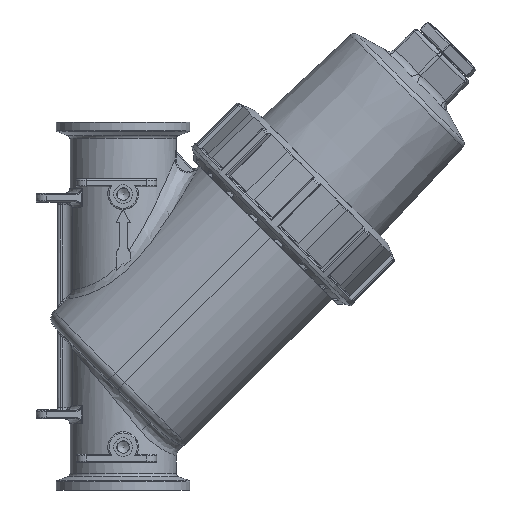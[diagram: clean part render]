
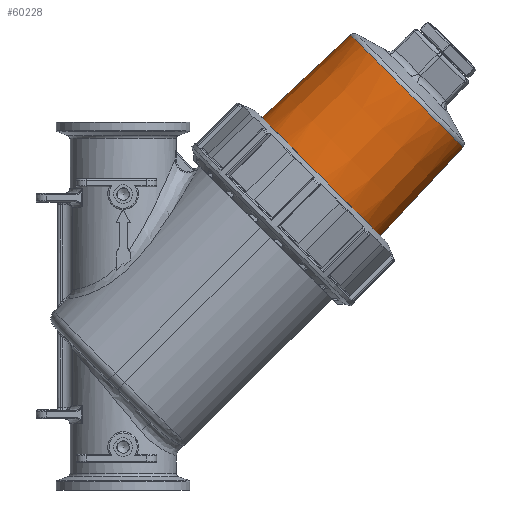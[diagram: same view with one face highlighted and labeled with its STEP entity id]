
A CAD part, left-side view. The second image highlights one B-rep face of the part: STEP entity #60228.
In plain terms, the highlighted conical face has half-angle 2 degrees and reference radius 50.87 mm.
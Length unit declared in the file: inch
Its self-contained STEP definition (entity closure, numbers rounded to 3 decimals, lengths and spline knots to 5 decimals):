
#8738=FACE_OUTER_BOUND('',#12274,.T.);
#12274=EDGE_LOOP('',(#54655,#54656,#54657,#54658,#54659));
#13920=CIRCLE('',#64564,1.94638);
#13922=CIRCLE('',#64566,1.94638);
#16951=B_SPLINE_CURVE_WITH_KNOTS('',3,(#239288,#239289,#239290,#239291,
#239292,#239293,#239294,#239295,#239296,#239297,#239298,#239299,#239300,
#239301,#239302,#239303,#239304,#239305,#239306,#239307,#239308,#239309,
#239310,#239311,#239312,#239313,#239314,#239315,#239316,#239317,#239318,
#239319,#239320,#239321,#239322,#239323,#239324,#239325,#239326,#239327,
#239328,#239329),.UNSPECIFIED.,.T.,.F.,(4,1,1,1,1,1,1,1,1,1,1,1,1,1,1,1,
1,1,1,1,1,1,1,1,1,1,1,1,1,1,1,1,1,1,1,1,1,1,1,4),(-68.17886,-67.26575,
-66.96138,-65.7439,-64.52642,-64.37424,
-63.91768,-63.30894,-62.09146,-61.78709,
-61.68564,-60.06233,-59.25068,-58.43903,
-58.23611,-57.62737,-56.81572,-56.00407,
-55.80115,-55.19241,-53.56911,-52.75745,
-51.13415,-50.32249,-49.51084,-48.69919,
-47.07588,-46.26423,-45.45258,-43.82927,
-43.01762,-42.20596,-40.58266,-39.771,
-38.95935,-37.74187,-36.52439,-35.91565,
-35.30691,-34.08943),.UNSPECIFIED.);
#20239=LINE('',#239330,#24008);
#24008=VECTOR('',#75079,2.00276);
#29825=VERTEX_POINT('',#239281);
#29826=VERTEX_POINT('',#239282);
#29827=VERTEX_POINT('',#239287);
#38245=EDGE_CURVE('',#29825,#29826,#13920,.T.);
#38247=EDGE_CURVE('',#29826,#29825,#13922,.T.);
#38248=EDGE_CURVE('',#29827,#29827,#16951,.T.);
#38249=EDGE_CURVE('',#29827,#29825,#20239,.T.);
#54655=ORIENTED_EDGE('',*,*,#38248,.F.);
#54656=ORIENTED_EDGE('',*,*,#38249,.T.);
#54657=ORIENTED_EDGE('',*,*,#38247,.F.);
#54658=ORIENTED_EDGE('',*,*,#38245,.F.);
#54659=ORIENTED_EDGE('',*,*,#38249,.F.);
#57411=CONICAL_SURFACE('',#64567,2.00276,0.035);
#60228=ADVANCED_FACE('',(#8738),#57411,.T.);
#64564=AXIS2_PLACEMENT_3D('',#239283,#75071,#75072);
#64566=AXIS2_PLACEMENT_3D('',#239285,#75075,#75076);
#64567=AXIS2_PLACEMENT_3D('',#239286,#75077,#75078);
#75071=DIRECTION('center_axis',(0.,-1.,0.));
#75072=DIRECTION('ref_axis',(1.,0.,0.));
#75075=DIRECTION('center_axis',(0.,-1.,0.));
#75076=DIRECTION('ref_axis',(1.,0.,0.));
#75077=DIRECTION('center_axis',(0.,1.,0.));
#75078=DIRECTION('ref_axis',(-1.,0.,0.));
#75079=DIRECTION('',(-0.035,-0.999,0.));
#239281=CARTESIAN_POINT('',(1.94638,-4.06081,0.));
#239282=CARTESIAN_POINT('',(0.,-4.06081,-1.94638));
#239283=CARTESIAN_POINT('Origin',(0.,-4.06081,0.));
#239285=CARTESIAN_POINT('Origin',(0.,-4.06081,0.));
#239286=CARTESIAN_POINT('Origin',(0.,-2.4465,0.));
#239287=CARTESIAN_POINT('',(2.05899,-0.83632,0.));
#239288=CARTESIAN_POINT('Ctrl Pts',(2.05899,-0.83632,
0.));
#239289=CARTESIAN_POINT('Ctrl Pts',(2.05899,-0.83632,
-0.11482));
#239290=CARTESIAN_POINT('Ctrl Pts',(2.04611,-0.83632,
-0.26858));
#239291=CARTESIAN_POINT('Ctrl Pts',(1.98639,-0.83632,
-0.56954));
#239292=CARTESIAN_POINT('Ctrl Pts',(1.87249,-0.83632,
-0.8971));
#239293=CARTESIAN_POINT('Ctrl Pts',(1.6978,-0.83632,
-1.17648));
#239294=CARTESIAN_POINT('Ctrl Pts',(1.55084,-0.83632,
-1.35618));
#239295=CARTESIAN_POINT('Ctrl Pts',(1.44665,-0.83632,
-1.46974));
#239296=CARTESIAN_POINT('Ctrl Pts',(1.23262,-0.83632,
-1.6618));
#239297=CARTESIAN_POINT('Ctrl Pts',(1.00177,-0.83632,
-1.80767));
#239298=CARTESIAN_POINT('Ctrl Pts',(0.81417,-0.83632,
-1.89169));
#239299=CARTESIAN_POINT('Ctrl Pts',(0.57796,-0.83632,
-1.98769));
#239300=CARTESIAN_POINT('Ctrl Pts',(0.25933,-0.83632,
-2.06072));
#239301=CARTESIAN_POINT('Ctrl Pts',(-0.15124,-0.83632,
-2.06105));
#239302=CARTESIAN_POINT('Ctrl Pts',(-0.38019,-0.83632,
-2.02703));
#239303=CARTESIAN_POINT('Ctrl Pts',(-0.58068,-0.83632,
-1.9776));
#239304=CARTESIAN_POINT('Ctrl Pts',(-0.77628,-0.83632,
-1.91341));
#239305=CARTESIAN_POINT('Ctrl Pts',(-1.03013,-0.83632,
-1.79156));
#239306=CARTESIAN_POINT('Ctrl Pts',(-1.22285,-0.83632,
-1.66085));
#239307=CARTESIAN_POINT('Ctrl Pts',(-1.38158,-0.83632,
-1.52928));
#239308=CARTESIAN_POINT('Ctrl Pts',(-1.60291,-0.83632,
-1.31741));
#239309=CARTESIAN_POINT('Ctrl Pts',(-1.82377,-0.83632,
-0.99338));
#239310=CARTESIAN_POINT('Ctrl Pts',(-2.01176,-0.83632,
-0.51658));
#239311=CARTESIAN_POINT('Ctrl Pts',(-2.07445,-0.83632,
-0.10327));
#239312=CARTESIAN_POINT('Ctrl Pts',(-2.04401,-0.83632,
0.30488));
#239313=CARTESIAN_POINT('Ctrl Pts',(-1.97497,-0.83632,
0.60872));
#239314=CARTESIAN_POINT('Ctrl Pts',(-1.82595,-0.83632,
0.98984));
#239315=CARTESIAN_POINT('Ctrl Pts',(-1.59055,-0.83632,
1.33564));
#239316=CARTESIAN_POINT('Ctrl Pts',(-1.29053,-0.83632,
1.61419));
#239317=CARTESIAN_POINT('Ctrl Pts',(-0.94816,-0.83632,
1.84797));
#239318=CARTESIAN_POINT('Ctrl Pts',(-0.56417,-0.83632,
1.99893));
#239319=CARTESIAN_POINT('Ctrl Pts',(-0.15437,-0.83632,
2.06088));
#239320=CARTESIAN_POINT('Ctrl Pts',(0.25512,-0.83632,
2.06125));
#239321=CARTESIAN_POINT('Ctrl Pts',(0.66285,-0.83632,
1.96845));
#239322=CARTESIAN_POINT('Ctrl Pts',(1.03167,-0.83632,
1.79066));
#239323=CARTESIAN_POINT('Ctrl Pts',(1.3319,-0.83632,
1.58628));
#239324=CARTESIAN_POINT('Ctrl Pts',(1.62194,-0.83632,
1.29617));
#239325=CARTESIAN_POINT('Ctrl Pts',(1.83014,-0.83632,
0.96558));
#239326=CARTESIAN_POINT('Ctrl Pts',(1.94704,-0.83632,
0.68237));
#239327=CARTESIAN_POINT('Ctrl Pts',(2.03314,-0.83632,
0.38525));
#239328=CARTESIAN_POINT('Ctrl Pts',(2.05899,-0.83632,
0.15309));
#239329=CARTESIAN_POINT('Ctrl Pts',(2.05899,-0.83632,
0.));
#239330=CARTESIAN_POINT('',(2.00276,-2.4465,0.));
